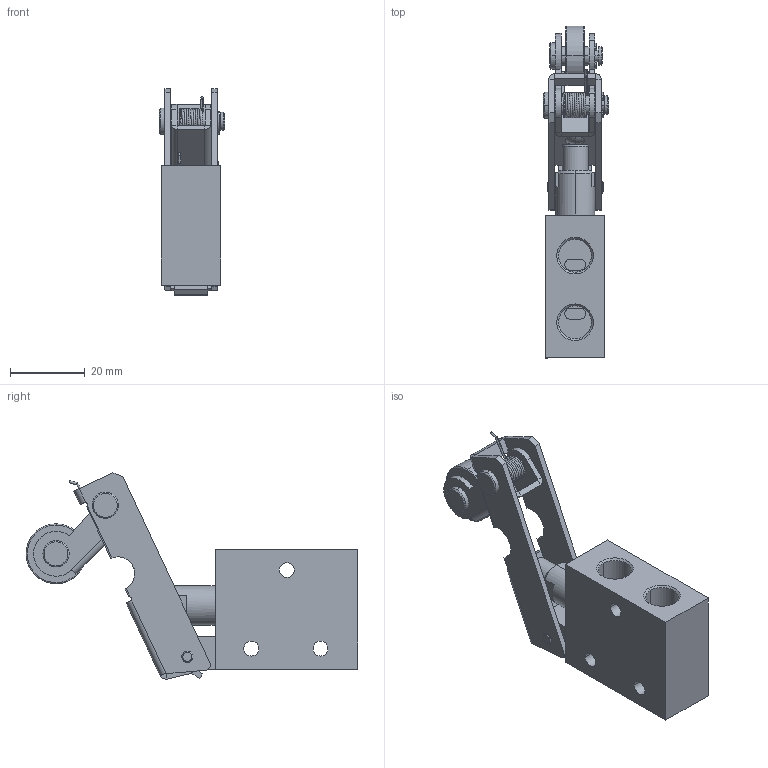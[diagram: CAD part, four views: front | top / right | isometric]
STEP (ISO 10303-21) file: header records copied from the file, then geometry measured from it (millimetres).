
FILE_DESCRIPTION (( 'STEP AP214' ), '1' );
FILE_NAME ('05_220_4.STEP', '2016-06-21T15:59:33', ( '' ), ( '' ), 'SwSTEP 2.0', 'SolidWorks 2016', '' );
FILE_SCHEMA (( 'AUTOMOTIVE_DESIGN' ));
Length unit declared in the file: millimetre
Products named in the file (1): 05_220_4
Bounding box: 17.5 x 88.72 x 55.17 mm (x, y, z)
Volume: 25838.7 mm3; surface area: 15674 mm2
Topology: 15 solids, 15 shells, 520 faces, 1285 edges, 777 vertices
Faces by surface type: cylinder 185, plane 166, cone 84, bspline 75, torus 6, sphere 4
Full cylindrical faces by diameter (mm): 0.6 x1
Entity records: 22611 total; most frequent: CARTESIAN_POINT 8375, DIRECTION 2678, ORIENTED_EDGE 2488, EDGE_CURVE 1244, AXIS2_PLACEMENT_3D 1060, VERTEX_POINT 777, CIRCLE 614, EDGE_LOOP 567
